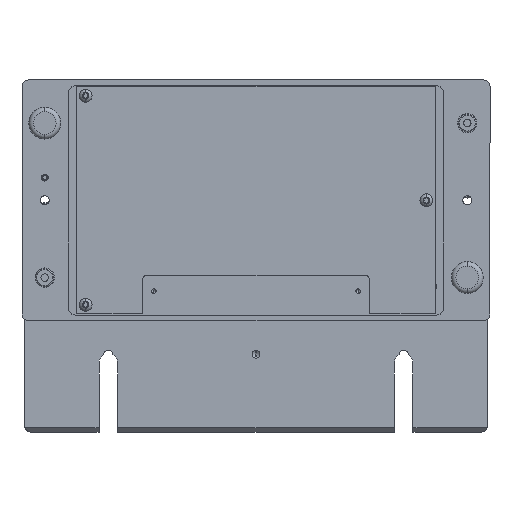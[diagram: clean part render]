
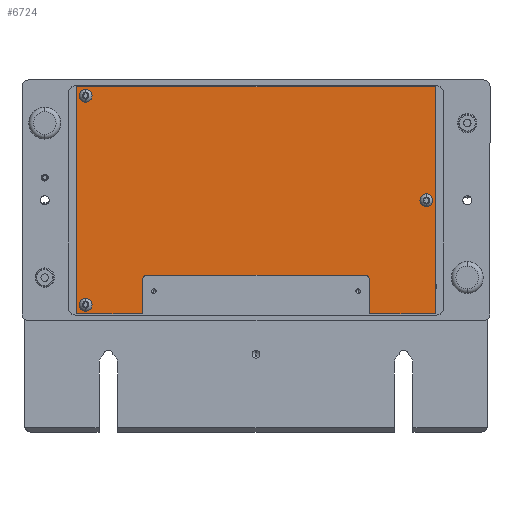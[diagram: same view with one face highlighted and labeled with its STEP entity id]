
A CAD part, front view. The second image highlights one B-rep face of the part: STEP entity #6724.
In plain terms, the highlighted planar face has unit normal (0, -1, 0).
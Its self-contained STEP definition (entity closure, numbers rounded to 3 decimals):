
#113 = EDGE_CURVE ( 'NONE', #326, #27154, #3323, .T. ) ;
#118 = EDGE_CURVE ( 'NONE', #2723, #12554, #23182, .T. ) ;
#326 = VERTEX_POINT ( 'NONE', #8096 ) ;
#530 = DIRECTION ( 'NONE',  ( 0., 0., -1. ) ) ;
#1336 = CARTESIAN_POINT ( 'NONE',  ( 79., 0., 50. ) ) ;
#1714 = DIRECTION ( 'NONE',  ( 0., 1., 0. ) ) ;
#1728 = DIRECTION ( 'NONE',  ( 0., 1., 0. ) ) ;
#1952 = VECTOR ( 'NONE', #11838, 1000. ) ;
#2233 = EDGE_CURVE ( 'NONE', #22799, #6771, #13956, .T. ) ;
#2275 = ORIENTED_EDGE ( 'NONE', *, *, #6039, .T. ) ;
#2358 = VERTEX_POINT ( 'NONE', #4239 ) ;
#2412 = CARTESIAN_POINT ( 'NONE',  ( -75., 0., 47.6 ) ) ;
#2543 = LINE ( 'NONE', #23361, #19401 ) ;
#2713 = DIRECTION ( 'NONE',  ( 0., 0., 1. ) ) ;
#2723 = VERTEX_POINT ( 'NONE', #11968 ) ;
#3323 = LINE ( 'NONE', #26848, #4998 ) ;
#3645 = CARTESIAN_POINT ( 'NONE',  ( -50., 0., -50. ) ) ;
#3708 = CARTESIAN_POINT ( 'NONE',  ( -75., 0., -44.4 ) ) ;
#3796 = ORIENTED_EDGE ( 'NONE', *, *, #15976, .F. ) ;
#3897 = LINE ( 'NONE', #18394, #6273 ) ;
#4055 = DIRECTION ( 'NONE',  ( 0., 0., -1. ) ) ;
#4239 = CARTESIAN_POINT ( 'NONE',  ( 75., 0., -1.6 ) ) ;
#4411 = DIRECTION ( 'NONE',  ( 0., 1., 0. ) ) ;
#4741 = CARTESIAN_POINT ( 'NONE',  ( -48., 0., -33. ) ) ;
#4998 = VECTOR ( 'NONE', #20465, 1000. ) ;
#5409 = CARTESIAN_POINT ( 'NONE',  ( 75., 0., 0. ) ) ;
#5489 = LINE ( 'NONE', #24096, #8869 ) ;
#5741 = CIRCLE ( 'NONE', #11748, 1.6 ) ;
#5873 = EDGE_LOOP ( 'NONE', ( #22465, #2275, #8521, #17943, #26395, #14659, #13111, #3796, #27783, #26239 ) ) ;
#6039 = EDGE_CURVE ( 'NONE', #20306, #17394, #21510, .T. ) ;
#6059 = VERTEX_POINT ( 'NONE', #3708 ) ;
#6273 = VECTOR ( 'NONE', #22455, 1000. ) ;
#6592 = DIRECTION ( 'NONE',  ( 0., 0., 1. ) ) ;
#6724 = ADVANCED_FACE ( 'NONE', ( #10861, #25342, #24674, #13533 ), #13510, .T. ) ;
#6771 = VERTEX_POINT ( 'NONE', #2412 ) ;
#7040 = DIRECTION ( 'NONE',  ( 0., 0., 1. ) ) ;
#7084 = AXIS2_PLACEMENT_3D ( 'NONE', #18867, #1728, #4055 ) ;
#7133 = LINE ( 'NONE', #4741, #11199 ) ;
#7409 = EDGE_CURVE ( 'NONE', #2358, #11370, #25490, .T. ) ;
#7510 = ORIENTED_EDGE ( 'NONE', *, *, #7409, .T. ) ;
#8035 = DIRECTION ( 'NONE',  ( 0., 1., 0. ) ) ;
#8096 = CARTESIAN_POINT ( 'NONE',  ( 50., 0., -35. ) ) ;
#8118 = EDGE_CURVE ( 'NONE', #12554, #27154, #16661, .T. ) ;
#8119 = AXIS2_PLACEMENT_3D ( 'NONE', #11078, #11177, #530 ) ;
#8521 = ORIENTED_EDGE ( 'NONE', *, *, #12959, .T. ) ;
#8869 = VECTOR ( 'NONE', #7040, 1000. ) ;
#8934 = CARTESIAN_POINT ( 'NONE',  ( 48., 0., -33. ) ) ;
#9245 = CARTESIAN_POINT ( 'NONE',  ( -50., 0., -35. ) ) ;
#9541 = ORIENTED_EDGE ( 'NONE', *, *, #13840, .T. ) ;
#9603 = CARTESIAN_POINT ( 'NONE',  ( 75., 0., 0. ) ) ;
#9821 = CARTESIAN_POINT ( 'NONE',  ( 79., 0., -50. ) ) ;
#9871 = CARTESIAN_POINT ( 'NONE',  ( -79., 0., -50. ) ) ;
#9890 = VERTEX_POINT ( 'NONE', #27293 ) ;
#10031 = ORIENTED_EDGE ( 'NONE', *, *, #2233, .T. ) ;
#10358 = CARTESIAN_POINT ( 'NONE',  ( 48., 0., -35. ) ) ;
#10526 = VERTEX_POINT ( 'NONE', #22682 ) ;
#10656 = AXIS2_PLACEMENT_3D ( 'NONE', #16628, #8035, #12675 ) ;
#10861 = FACE_OUTER_BOUND ( 'NONE', #5873, .T. ) ;
#11078 = CARTESIAN_POINT ( 'NONE',  ( -79., 0., -50. ) ) ;
#11177 = DIRECTION ( 'NONE',  ( 0., -1., 0. ) ) ;
#11185 = CARTESIAN_POINT ( 'NONE',  ( -79., 0., -50. ) ) ;
#11199 = VECTOR ( 'NONE', #11443, 1000. ) ;
#11370 = VERTEX_POINT ( 'NONE', #22808 ) ;
#11443 = DIRECTION ( 'NONE',  ( 1., 0., 0. ) ) ;
#11575 = DIRECTION ( 'NONE',  ( 0., 1., 0. ) ) ;
#11748 = AXIS2_PLACEMENT_3D ( 'NONE', #21468, #4411, #6592 ) ;
#11838 = DIRECTION ( 'NONE',  ( -1., 0., 0. ) ) ;
#11968 = CARTESIAN_POINT ( 'NONE',  ( 79., 0., 50. ) ) ;
#12299 = AXIS2_PLACEMENT_3D ( 'NONE', #9603, #20640, #14229 ) ;
#12486 = CIRCLE ( 'NONE', #16812, 1.6 ) ;
#12545 = DIRECTION ( 'NONE',  ( 0., 0., -1. ) ) ;
#12554 = VERTEX_POINT ( 'NONE', #9821 ) ;
#12573 = DIRECTION ( 'NONE',  ( 0., 1., 0. ) ) ;
#12624 = EDGE_CURVE ( 'NONE', #21382, #18216, #24518, .T. ) ;
#12660 = DIRECTION ( 'NONE',  ( 0., 0., -1. ) ) ;
#12675 = DIRECTION ( 'NONE',  ( 0., 0., -1. ) ) ;
#12959 = EDGE_CURVE ( 'NONE', #17394, #26887, #7133, .T. ) ;
#13111 = ORIENTED_EDGE ( 'NONE', *, *, #118, .F. ) ;
#13351 = DIRECTION ( 'NONE',  ( 0., 1., 0. ) ) ;
#13510 = PLANE ( 'NONE',  #8119 ) ;
#13518 = EDGE_CURVE ( 'NONE', #6059, #10526, #5741, .T. ) ;
#13533 = FACE_BOUND ( 'NONE', #13736, .T. ) ;
#13554 = ORIENTED_EDGE ( 'NONE', *, *, #21757, .T. ) ;
#13613 = DIRECTION ( 'NONE',  ( 0., 0., 1. ) ) ;
#13736 = EDGE_LOOP ( 'NONE', ( #26736, #13554 ) ) ;
#13840 = EDGE_CURVE ( 'NONE', #6771, #22799, #12486, .T. ) ;
#13956 = CIRCLE ( 'NONE', #7084, 1.6 ) ;
#14229 = DIRECTION ( 'NONE',  ( 0., 0., 1. ) ) ;
#14235 = DIRECTION ( 'NONE',  ( 0., 0., -1. ) ) ;
#14303 = VECTOR ( 'NONE', #16575, 1000. ) ;
#14431 = VECTOR ( 'NONE', #14235, 1000. ) ;
#14616 = CIRCLE ( 'NONE', #14879, 1.6 ) ;
#14659 = ORIENTED_EDGE ( 'NONE', *, *, #8118, .F. ) ;
#14803 = DIRECTION ( 'NONE',  ( 0., 0., 1. ) ) ;
#14879 = AXIS2_PLACEMENT_3D ( 'NONE', #24005, #13351, #2713 ) ;
#15584 = EDGE_LOOP ( 'NONE', ( #9541, #10031 ) ) ;
#15976 = EDGE_CURVE ( 'NONE', #9890, #2723, #3897, .T. ) ;
#16188 = EDGE_CURVE ( 'NONE', #18216, #9890, #2543, .T. ) ;
#16478 = CIRCLE ( 'NONE', #24327, 2. ) ;
#16575 = DIRECTION ( 'NONE',  ( -1., 0., 0. ) ) ;
#16628 = CARTESIAN_POINT ( 'NONE',  ( -48., 0., -35. ) ) ;
#16661 = LINE ( 'NONE', #9871, #14303 ) ;
#16764 = CARTESIAN_POINT ( 'NONE',  ( -48., 0., -33. ) ) ;
#16812 = AXIS2_PLACEMENT_3D ( 'NONE', #23485, #12573, #12660 ) ;
#17394 = VERTEX_POINT ( 'NONE', #16764 ) ;
#17943 = ORIENTED_EDGE ( 'NONE', *, *, #24337, .T. ) ;
#18216 = VERTEX_POINT ( 'NONE', #11185 ) ;
#18331 = CARTESIAN_POINT ( 'NONE',  ( -79., 0., -50. ) ) ;
#18394 = CARTESIAN_POINT ( 'NONE',  ( -79., 0., 50. ) ) ;
#18867 = CARTESIAN_POINT ( 'NONE',  ( -75., 0., 46. ) ) ;
#19375 = EDGE_LOOP ( 'NONE', ( #25934, #7510 ) ) ;
#19401 = VECTOR ( 'NONE', #14803, 1000. ) ;
#19603 = CARTESIAN_POINT ( 'NONE',  ( -75., 0., 44.4 ) ) ;
#20306 = VERTEX_POINT ( 'NONE', #9245 ) ;
#20465 = DIRECTION ( 'NONE',  ( 0., 0., -1. ) ) ;
#20640 = DIRECTION ( 'NONE',  ( 0., 1., 0. ) ) ;
#21327 = CIRCLE ( 'NONE', #26424, 1.6 ) ;
#21382 = VERTEX_POINT ( 'NONE', #3645 ) ;
#21468 = CARTESIAN_POINT ( 'NONE',  ( -75., 0., -46. ) ) ;
#21510 = CIRCLE ( 'NONE', #10656, 2. ) ;
#21727 = EDGE_CURVE ( 'NONE', #21382, #20306, #5489, .T. ) ;
#21757 = EDGE_CURVE ( 'NONE', #10526, #6059, #14616, .T. ) ;
#21890 = EDGE_CURVE ( 'NONE', #11370, #2358, #21327, .T. ) ;
#22455 = DIRECTION ( 'NONE',  ( 1., 0., 0. ) ) ;
#22465 = ORIENTED_EDGE ( 'NONE', *, *, #21727, .T. ) ;
#22682 = CARTESIAN_POINT ( 'NONE',  ( -75., 0., -47.6 ) ) ;
#22799 = VERTEX_POINT ( 'NONE', #19603 ) ;
#22808 = CARTESIAN_POINT ( 'NONE',  ( 75., 0., 1.6 ) ) ;
#23182 = LINE ( 'NONE', #1336, #14431 ) ;
#23361 = CARTESIAN_POINT ( 'NONE',  ( -79., 0., 50. ) ) ;
#23485 = CARTESIAN_POINT ( 'NONE',  ( -75., 0., 46. ) ) ;
#24005 = CARTESIAN_POINT ( 'NONE',  ( -75., 0., -46. ) ) ;
#24096 = CARTESIAN_POINT ( 'NONE',  ( -50., 0., -50. ) ) ;
#24327 = AXIS2_PLACEMENT_3D ( 'NONE', #10358, #1714, #12545 ) ;
#24337 = EDGE_CURVE ( 'NONE', #26887, #326, #16478, .T. ) ;
#24518 = LINE ( 'NONE', #18331, #1952 ) ;
#24674 = FACE_BOUND ( 'NONE', #19375, .T. ) ;
#25342 = FACE_BOUND ( 'NONE', #15584, .T. ) ;
#25490 = CIRCLE ( 'NONE', #12299, 1.6 ) ;
#25934 = ORIENTED_EDGE ( 'NONE', *, *, #21890, .T. ) ;
#26239 = ORIENTED_EDGE ( 'NONE', *, *, #12624, .F. ) ;
#26395 = ORIENTED_EDGE ( 'NONE', *, *, #113, .T. ) ;
#26424 = AXIS2_PLACEMENT_3D ( 'NONE', #5409, #11575, #13613 ) ;
#26736 = ORIENTED_EDGE ( 'NONE', *, *, #13518, .T. ) ;
#26817 = CARTESIAN_POINT ( 'NONE',  ( 50., 0., -50. ) ) ;
#26848 = CARTESIAN_POINT ( 'NONE',  ( 50., 0., -50. ) ) ;
#26887 = VERTEX_POINT ( 'NONE', #8934 ) ;
#27154 = VERTEX_POINT ( 'NONE', #26817 ) ;
#27293 = CARTESIAN_POINT ( 'NONE',  ( -79., 0., 50. ) ) ;
#27783 = ORIENTED_EDGE ( 'NONE', *, *, #16188, .F. ) ;
